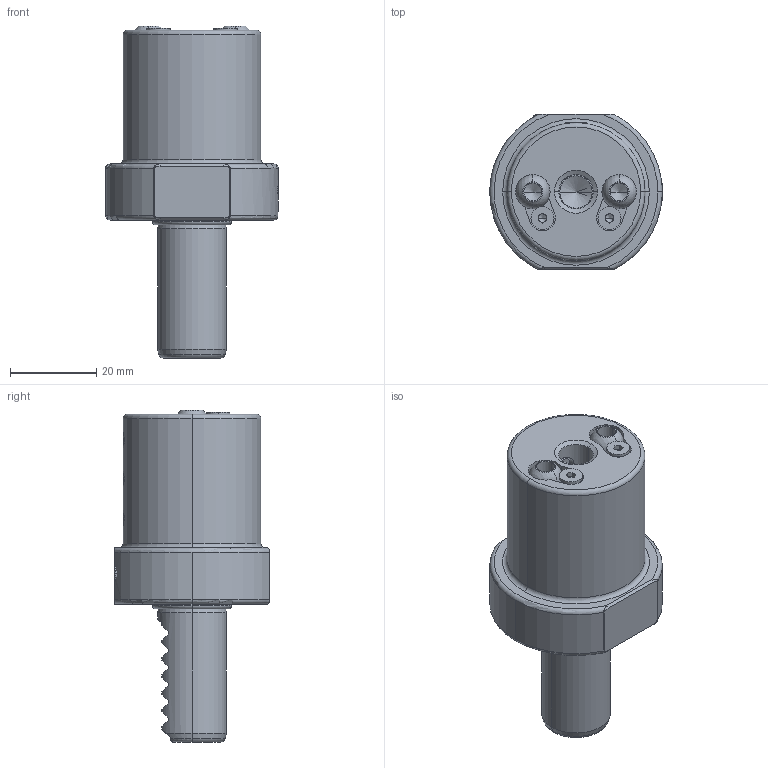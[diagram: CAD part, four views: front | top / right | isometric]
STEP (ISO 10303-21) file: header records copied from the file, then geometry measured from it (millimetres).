
FILE_DESCRIPTION (( 'STEP AP203' ), '1' );
FILE_NAME ('E2-16X08 ASSY.STEP', '2019-10-14T08:45:28', ( '' ), ( '' ), 'SwSTEP 2.0', 'SolidWorks 2017', '' );
FILE_SCHEMA (( 'CONFIG_CONTROL_DESIGN' ));
Length unit declared in the file: millimetre
Products named in the file (1): E2-16X08 ASSY
Bounding box: 40 x 36 x 77 mm (x, y, z)
Volume: 42618.3 mm3; surface area: 14718 mm2
Topology: 13 solids, 13 shells, 316 faces, 762 edges, 454 vertices
Faces by surface type: plane 123, cylinder 89, cone 61, torus 35, bspline 4, sphere 4
Entity records: 10395 total; most frequent: CARTESIAN_POINT 3249, DIRECTION 1481, ORIENTED_EDGE 1464, EDGE_CURVE 732, AXIS2_PLACEMENT_3D 568, VERTEX_POINT 448, EDGE_LOOP 348, VECTOR 345
